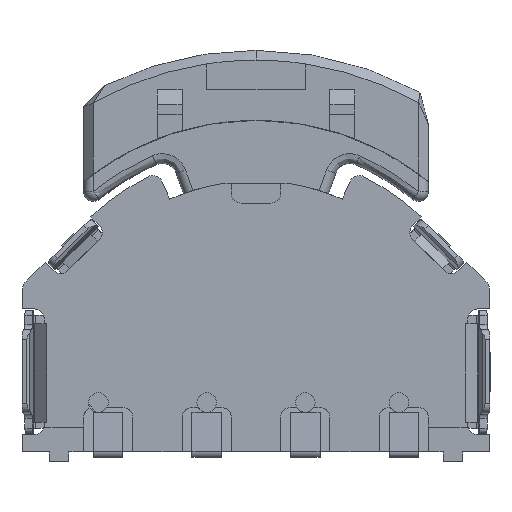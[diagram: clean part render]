
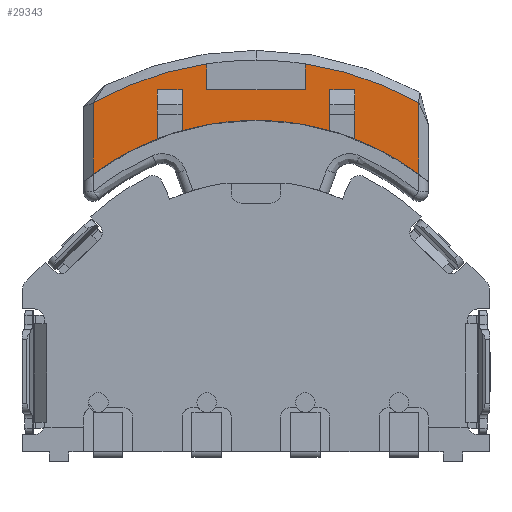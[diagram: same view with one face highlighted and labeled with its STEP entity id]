
A CAD part, front view. The second image highlights one B-rep face of the part: STEP entity #29343.
In plain terms, the highlighted planar face has unit normal (0, -1, 0).
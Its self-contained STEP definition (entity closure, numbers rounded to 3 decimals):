
#3407 = CARTESIAN_POINT ( 'NONE',  ( 1., 0.7, 6.676 ) ) ;
#3466 = CARTESIAN_POINT ( 'NONE',  ( 3.3, 0.7, 5.888 ) ) ;
#3742 = DIRECTION ( 'NONE',  ( 0., 0., 1. ) ) ;
#3743 = VECTOR ( 'NONE', #3742, 1000. ) ;
#3744 = CARTESIAN_POINT ( 'NONE',  ( -1., 0.7, 4.424 ) ) ;
#3745 = LINE ( 'NONE', #3744, #3743 ) ;
#3815 = CARTESIAN_POINT ( 'NONE',  ( -2., 0.7, 6.15 ) ) ;
#3816 = DIRECTION ( 'NONE',  ( 0., 0., -1. ) ) ;
#3817 = VECTOR ( 'NONE', #3816, 1000. ) ;
#3818 = CARTESIAN_POINT ( 'NONE',  ( 1., 0.7, 4.424 ) ) ;
#3819 = LINE ( 'NONE', #3818, #3817 ) ;
#3828 = CARTESIAN_POINT ( 'NONE',  ( -1.5, 0.7, 6.15 ) ) ;
#3846 = DIRECTION ( 'NONE',  ( 0., 0., -1. ) ) ;
#3847 = VECTOR ( 'NONE', #3846, 1000. ) ;
#3848 = CARTESIAN_POINT ( 'NONE',  ( -3.3, 0.7, 4.424 ) ) ;
#3849 = LINE ( 'NONE', #3848, #3847 ) ;
#3857 = CARTESIAN_POINT ( 'NONE',  ( 3.3, 0.7, 4.437 ) ) ;
#3870 = CARTESIAN_POINT ( 'NONE',  ( -3.3, 0.7, 4.437 ) ) ;
#3883 = DIRECTION ( 'NONE',  ( 0., 0., 1. ) ) ;
#3884 = VECTOR ( 'NONE', #3883, 1000. ) ;
#3885 = CARTESIAN_POINT ( 'NONE',  ( 3.3, 0.7, 4.424 ) ) ;
#3886 = LINE ( 'NONE', #3885, #3884 ) ;
#3919 = CARTESIAN_POINT ( 'NONE',  ( 1., 0.7, 6.15 ) ) ;
#3920 = DIRECTION ( 'NONE',  ( 1., 0., 0. ) ) ;
#3921 = VECTOR ( 'NONE', #3920, 1000. ) ;
#3922 = CARTESIAN_POINT ( 'NONE',  ( 3.3, 0.7, 6.15 ) ) ;
#3923 = LINE ( 'NONE', #3922, #3921 ) ;
#3961 = DIRECTION ( 'NONE',  ( 1., 0., 0. ) ) ;
#3962 = VECTOR ( 'NONE', #3961, 1000. ) ;
#3963 = CARTESIAN_POINT ( 'NONE',  ( 3.3, 0.7, 6.15 ) ) ;
#3964 = LINE ( 'NONE', #3963, #3962 ) ;
#4033 = CARTESIAN_POINT ( 'NONE',  ( 0., 0.7, 0. ) ) ;
#4035 = CARTESIAN_POINT ( 'NONE',  ( 1.5, 0.7, 6.15 ) ) ;
#4044 = DIRECTION ( 'NONE',  ( 0., 0., -1. ) ) ;
#4045 = DIRECTION ( 'NONE',  ( 0., 1., 0. ) ) ;
#4046 = CARTESIAN_POINT ( 'NONE',  ( 0., 0.7, 0. ) ) ;
#4047 = AXIS2_PLACEMENT_3D ( 'NONE', #4046, #4045, #4044 ) ;
#4048 = CIRCLE ( 'NONE', #4047, 5.53 ) ;
#4066 = DIRECTION ( 'NONE',  ( 0., 0., -1. ) ) ;
#4067 = DIRECTION ( 'NONE',  ( 0., 1., 0. ) ) ;
#4068 = CARTESIAN_POINT ( 'NONE',  ( 0., 0.7, 0. ) ) ;
#4069 = AXIS2_PLACEMENT_3D ( 'NONE', #4068, #4067, #4066 ) ;
#4070 = CIRCLE ( 'NONE', #4069, 5.53 ) ;
#4092 = DIRECTION ( 'NONE',  ( 0., 0., 1. ) ) ;
#4093 = VECTOR ( 'NONE', #4092, 1000. ) ;
#4094 = CARTESIAN_POINT ( 'NONE',  ( 1.5, 0.7, 6.15 ) ) ;
#4095 = LINE ( 'NONE', #4094, #4093 ) ;
#4096 = CARTESIAN_POINT ( 'NONE',  ( 1.5, 0.7, 5.323 ) ) ;
#4097 = DIRECTION ( 'NONE',  ( 0., 0., -1. ) ) ;
#4098 = DIRECTION ( 'NONE',  ( 0., 1., 0. ) ) ;
#4099 = AXIS2_PLACEMENT_3D ( 'NONE', #4033, #4098, #4097 ) ;
#4100 = CIRCLE ( 'NONE', #4099, 5.53 ) ;
#4112 = DIRECTION ( 'NONE',  ( -1., 0., 0. ) ) ;
#4113 = VECTOR ( 'NONE', #4112, 1000. ) ;
#4114 = CARTESIAN_POINT ( 'NONE',  ( 3.3, 0.7, 6.15 ) ) ;
#4115 = LINE ( 'NONE', #4114, #4113 ) ;
#4117 = CARTESIAN_POINT ( 'NONE',  ( -1., 0.7, 6.15 ) ) ;
#4118 = CARTESIAN_POINT ( 'NONE',  ( 2., 0.7, 6.15 ) ) ;
#4132 = FACE_OUTER_BOUND ( 'NONE', #29344, .T. ) ;
#4165 = DIRECTION ( 'NONE',  ( 0., 0., -1. ) ) ;
#4166 = DIRECTION ( 'NONE',  ( 0., -1., 0. ) ) ;
#4167 = CARTESIAN_POINT ( 'NONE',  ( 3.3, 0.7, 4.424 ) ) ;
#4168 = AXIS2_PLACEMENT_3D ( 'NONE', #4167, #4166, #4165 ) ;
#4169 = PLANE ( 'NONE',  #4168 ) ;
#4174 = CARTESIAN_POINT ( 'NONE',  ( 0., 0.7, 0. ) ) ;
#4219 = DIRECTION ( 'NONE',  ( 0., 0., 1. ) ) ;
#4220 = DIRECTION ( 'NONE',  ( 0., -1., 0. ) ) ;
#4221 = AXIS2_PLACEMENT_3D ( 'NONE', #4174, #4220, #4219 ) ;
#4222 = CIRCLE ( 'NONE', #4221, 6.75 ) ;
#4252 = DIRECTION ( 'NONE',  ( 0., 0., -1. ) ) ;
#4253 = VECTOR ( 'NONE', #4252, 1000. ) ;
#4254 = CARTESIAN_POINT ( 'NONE',  ( 2., 0.7, 4.424 ) ) ;
#4255 = LINE ( 'NONE', #4254, #4253 ) ;
#4289 = CARTESIAN_POINT ( 'NONE',  ( 0., 0.7, 0. ) ) ;
#4308 = CARTESIAN_POINT ( 'NONE',  ( 0., 0.7, 5.53 ) ) ;
#4309 = DIRECTION ( 'NONE',  ( 0., 0., -1. ) ) ;
#4310 = DIRECTION ( 'NONE',  ( 0., 1., 0. ) ) ;
#4311 = AXIS2_PLACEMENT_3D ( 'NONE', #4289, #4310, #4309 ) ;
#4312 = CIRCLE ( 'NONE', #4311, 5.53 ) ;
#4313 = CARTESIAN_POINT ( 'NONE',  ( 2., 0.7, 5.156 ) ) ;
#4457 = DIRECTION ( 'NONE',  ( 0., 0., -1. ) ) ;
#4458 = VECTOR ( 'NONE', #4457, 1000. ) ;
#4459 = CARTESIAN_POINT ( 'NONE',  ( -1.5, 0.7, 4.424 ) ) ;
#4460 = LINE ( 'NONE', #4459, #4458 ) ;
#4462 = CARTESIAN_POINT ( 'NONE',  ( -1.5, 0.7, 5.323 ) ) ;
#4463 = CARTESIAN_POINT ( 'NONE',  ( -2., 0.7, 5.156 ) ) ;
#4493 = DIRECTION ( 'NONE',  ( 0., 0., 1. ) ) ;
#4494 = VECTOR ( 'NONE', #4493, 1000. ) ;
#4495 = CARTESIAN_POINT ( 'NONE',  ( -2., 0.7, 4.424 ) ) ;
#4496 = LINE ( 'NONE', #4495, #4494 ) ;
#19253 = CARTESIAN_POINT ( 'NONE',  ( -3.3, 0.7, 5.888 ) ) ;
#19254 = CIRCLE ( 'NONE', #19294, 6.75 ) ;
#19291 = DIRECTION ( 'NONE',  ( 0., 0., 1. ) ) ;
#19292 = DIRECTION ( 'NONE',  ( 0., -1., 0. ) ) ;
#19293 = CARTESIAN_POINT ( 'NONE',  ( 0., 0.7, 0. ) ) ;
#19294 = AXIS2_PLACEMENT_3D ( 'NONE', #19293, #19292, #19291 ) ;
#19406 = CARTESIAN_POINT ( 'NONE',  ( -1., 0.7, 6.676 ) ) ;
#28259 = VERTEX_POINT ( 'NONE', #19253 ) ;
#28261 = EDGE_CURVE ( 'NONE', #28313, #28259, #19254, .T. ) ;
#28313 = VERTEX_POINT ( 'NONE', #19406 ) ;
#29057 = VERTEX_POINT ( 'NONE', #3407 ) ;
#29065 = VERTEX_POINT ( 'NONE', #3466 ) ;
#29139 = ORIENTED_EDGE ( 'NONE', *, *, #28261, .T. ) ;
#29140 = ORIENTED_EDGE ( 'NONE', *, *, #29240, .T. ) ;
#29153 = ORIENTED_EDGE ( 'NONE', *, *, #29196, .T. ) ;
#29196 = EDGE_CURVE ( 'NONE', #29348, #28313, #3745, .T. ) ;
#29204 = VERTEX_POINT ( 'NONE', #3828 ) ;
#29206 = EDGE_CURVE ( 'NONE', #29211, #29204, #3923, .T. ) ;
#29207 = VERTEX_POINT ( 'NONE', #3919 ) ;
#29209 = EDGE_CURVE ( 'NONE', #29057, #29207, #3819, .T. ) ;
#29211 = VERTEX_POINT ( 'NONE', #3815 ) ;
#29221 = EDGE_CURVE ( 'NONE', #29227, #29065, #3886, .T. ) ;
#29227 = VERTEX_POINT ( 'NONE', #3857 ) ;
#29238 = VERTEX_POINT ( 'NONE', #3870 ) ;
#29240 = EDGE_CURVE ( 'NONE', #28259, #29238, #3849, .T. ) ;
#29255 = ORIENTED_EDGE ( 'NONE', *, *, #29209, .T. ) ;
#29258 = ORIENTED_EDGE ( 'NONE', *, *, #29416, .T. ) ;
#29259 = ORIENTED_EDGE ( 'NONE', *, *, #29206, .T. ) ;
#29266 = ORIENTED_EDGE ( 'NONE', *, *, #29328, .T. ) ;
#29272 = ORIENTED_EDGE ( 'NONE', *, *, #29273, .T. ) ;
#29273 = EDGE_CURVE ( 'NONE', #29238, #29417, #4070, .T. ) ;
#29281 = ORIENTED_EDGE ( 'NONE', *, *, #29350, .T. ) ;
#29288 = EDGE_CURVE ( 'NONE', #29289, #29347, #3964, .T. ) ;
#29289 = VERTEX_POINT ( 'NONE', #4035 ) ;
#29294 = EDGE_CURVE ( 'NONE', #29400, #29295, #4100, .T. ) ;
#29295 = VERTEX_POINT ( 'NONE', #4096 ) ;
#29296 = ORIENTED_EDGE ( 'NONE', *, *, #29297, .T. ) ;
#29297 = EDGE_CURVE ( 'NONE', #29295, #29289, #4095, .T. ) ;
#29298 = ORIENTED_EDGE ( 'NONE', *, *, #29288, .T. ) ;
#29299 = ORIENTED_EDGE ( 'NONE', *, *, #29391, .T. ) ;
#29300 = ORIENTED_EDGE ( 'NONE', *, *, #29301, .T. ) ;
#29301 = EDGE_CURVE ( 'NONE', #29389, #29227, #4048, .T. ) ;
#29302 = ORIENTED_EDGE ( 'NONE', *, *, #29221, .T. ) ;
#29328 = EDGE_CURVE ( 'NONE', #29065, #29057, #4222, .T. ) ;
#29343 = ADVANCED_FACE ( 'NONE', ( #4132 ), #4169, .T. ) ;
#29344 = EDGE_LOOP ( 'NONE', ( #29345, #29346, #29401, #29296, #29298, #29299, #29300, #29302, #29266, #29255, #29281, #29153, #29139, #29140, #29272, #29258, #29259 ) ) ;
#29345 = ORIENTED_EDGE ( 'NONE', *, *, #29421, .T. ) ;
#29346 = ORIENTED_EDGE ( 'NONE', *, *, #29399, .T. ) ;
#29347 = VERTEX_POINT ( 'NONE', #4118 ) ;
#29348 = VERTEX_POINT ( 'NONE', #4117 ) ;
#29350 = EDGE_CURVE ( 'NONE', #29207, #29348, #4115, .T. ) ;
#29389 = VERTEX_POINT ( 'NONE', #4313 ) ;
#29391 = EDGE_CURVE ( 'NONE', #29347, #29389, #4255, .T. ) ;
#29399 = EDGE_CURVE ( 'NONE', #29419, #29400, #4312, .T. ) ;
#29400 = VERTEX_POINT ( 'NONE', #4308 ) ;
#29401 = ORIENTED_EDGE ( 'NONE', *, *, #29294, .T. ) ;
#29416 = EDGE_CURVE ( 'NONE', #29417, #29211, #4496, .T. ) ;
#29417 = VERTEX_POINT ( 'NONE', #4463 ) ;
#29419 = VERTEX_POINT ( 'NONE', #4462 ) ;
#29421 = EDGE_CURVE ( 'NONE', #29204, #29419, #4460, .T. ) ;
